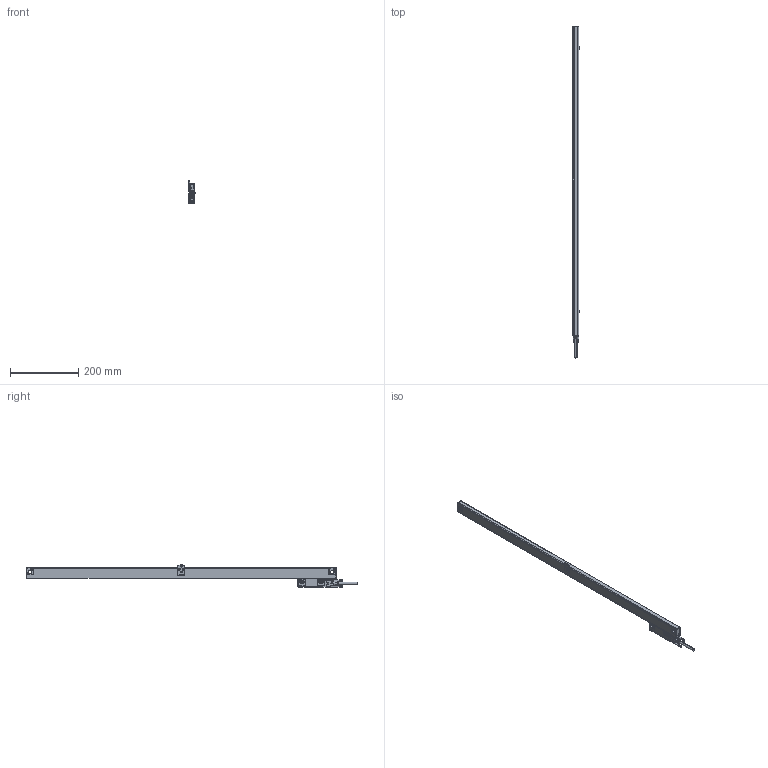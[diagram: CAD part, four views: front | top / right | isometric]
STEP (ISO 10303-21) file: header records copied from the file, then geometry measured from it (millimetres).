
FILE_DESCRIPTION(('CATIA V5 STEP'),'2;1');
FILE_NAME('SR77_L_077.stp','2010-05-27T10:52:23+00:00',('none'),('none'),'CATIA Version 5 Release 19 SP 6 (IN-10)','CATIA V5 STEP AP214','none');
FILE_SCHEMA(('AUTOMOTIVE_DESIGN { 1 0 10303 214 1 1 1 1 }'));
Products named in the file (3): SR77_L_077; SR77_head_L; SR77_077_SCL
Assembly tree (2 placements, depth 2):
  SR77_L_077
    SR77_head_L
    SR77_077_SCL
Bounding box: 17.8 x 971.2 x 65.4 mm (x, y, z)
Volume: 422050.3 mm3; surface area: 220745 mm2
Topology: 2 solids, 21 shells, 2010 faces, 5173 edges, 3236 vertices
Faces by surface type: plane 1182, cylinder 497, cone 171, torus 108, sphere 26, bspline 14, extrusion 12
Entity records: 58577 total; most frequent: CARTESIAN_POINT 14115, ORIENTED_EDGE 10308, DIRECTION 7077, EDGE_CURVE 5143, VERTEX_POINT 3236, VECTOR 2914, LINE 2902, AXIS2_PLACEMENT_3D 2780
